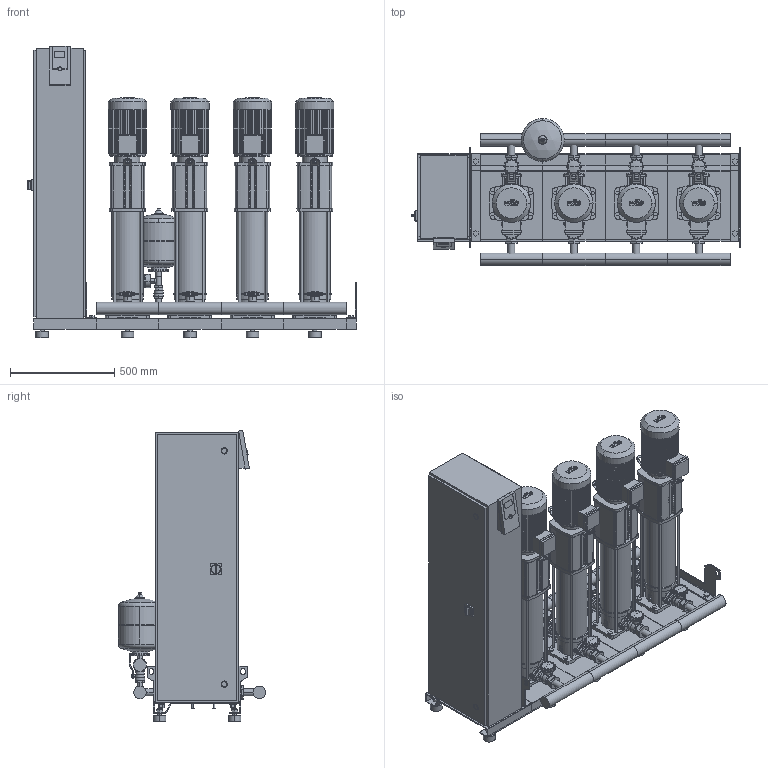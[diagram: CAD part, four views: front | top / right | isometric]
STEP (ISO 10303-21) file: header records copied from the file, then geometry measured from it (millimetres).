
FILE_DESCRIPTION((''),'2;1');
FILE_NAME('3d_SiBoostSmartFC4HELIXV418-2537609.stp','2017-09-26T09:38:58',(''),(''),'Mechanical Desktop 2009','Mechanical Desktop 2009',', , ');
FILE_SCHEMA(('CONFIG_CONTROL_DESIGN'));
Length unit declared in the file: millimetre
Products named in the file (1): Product
Bounding box: 1580 x 706.15 x 1398.4 mm (x, y, z)
Volume: 233005503.2 mm3; surface area: 13155061.7 mm2
Topology: 177 solids, 177 shells, 6268 faces, 16478 edges, 10852 vertices
Faces by surface type: plane 2911, bspline 1737, cylinder 1378, cone 202, torus 34, sphere 6
Entity records: 202998 total; most frequent: CARTESIAN_POINT 48928, ORIENTED_EDGE 32916, DIRECTION 29194, EDGE_CURVE 16458, VECTOR 11562, LINE 11562, VERTEX_POINT 10848, AXIS2_PLACEMENT_3D 8816
